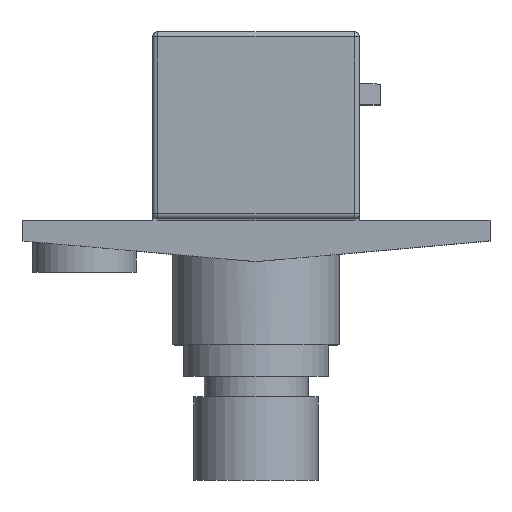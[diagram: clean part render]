
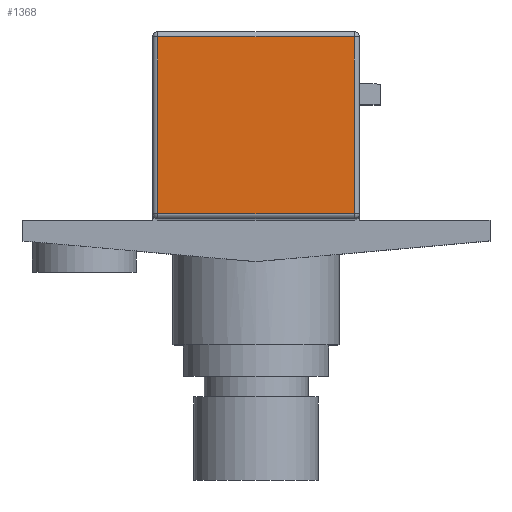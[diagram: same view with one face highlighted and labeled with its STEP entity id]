
A CAD part, top view. The second image highlights one B-rep face of the part: STEP entity #1368.
In plain terms, the highlighted planar face has unit normal (0, 0, 1).
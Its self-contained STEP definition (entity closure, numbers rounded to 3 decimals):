
#56=DIRECTION('',(1.,0.,0.));
#57=VECTOR('',#56,18.9);
#58=CARTESIAN_POINT('',(-9.45,0.5,0.));
#59=LINE('',#58,#57);
#64=DIRECTION('',(0.,-1.,0.));
#65=VECTOR('',#64,17.);
#66=CARTESIAN_POINT('',(-9.45,17.5,0.));
#67=LINE('',#66,#65);
#71=DIRECTION('',(-1.,0.,0.));
#72=VECTOR('',#71,18.9);
#73=CARTESIAN_POINT('',(9.45,17.5,0.));
#74=LINE('',#73,#72);
#78=DIRECTION('',(0.,1.,0.));
#79=VECTOR('',#78,17.);
#80=CARTESIAN_POINT('',(9.45,0.5,0.));
#81=LINE('',#80,#79);
#1293=CARTESIAN_POINT('',(-9.45,0.5,0.));
#1294=CARTESIAN_POINT('',(9.45,0.5,0.));
#1295=VERTEX_POINT('',#1293);
#1296=VERTEX_POINT('',#1294);
#1305=CARTESIAN_POINT('',(9.45,17.5,0.));
#1306=VERTEX_POINT('',#1305);
#1311=CARTESIAN_POINT('',(-9.45,17.5,0.));
#1312=VERTEX_POINT('',#1311);
#1353=CARTESIAN_POINT('',(0.,0.,0.));
#1354=DIRECTION('',(0.,0.,1.));
#1355=DIRECTION('',(1.,0.,0.));
#1356=AXIS2_PLACEMENT_3D('',#1353,#1354,#1355);
#1357=PLANE('',#1356);
#1359=ORIENTED_EDGE('',*,*,#1358,.F.);
#1361=ORIENTED_EDGE('',*,*,#1360,.F.);
#1363=ORIENTED_EDGE('',*,*,#1362,.F.);
#1365=ORIENTED_EDGE('',*,*,#1364,.F.);
#1366=EDGE_LOOP('',(#1359,#1361,#1363,#1365));
#1367=FACE_OUTER_BOUND('',#1366,.F.);
#1368=ADVANCED_FACE('',(#1367),#1357,.T.);
#1358=EDGE_CURVE('',#1295,#1296,#59,.T.);
#1360=EDGE_CURVE('',#1312,#1295,#67,.T.);
#1362=EDGE_CURVE('',#1306,#1312,#74,.T.);
#1364=EDGE_CURVE('',#1296,#1306,#81,.T.);
